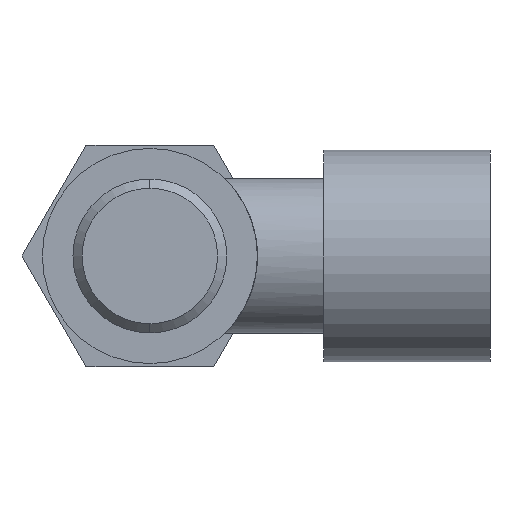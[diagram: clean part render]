
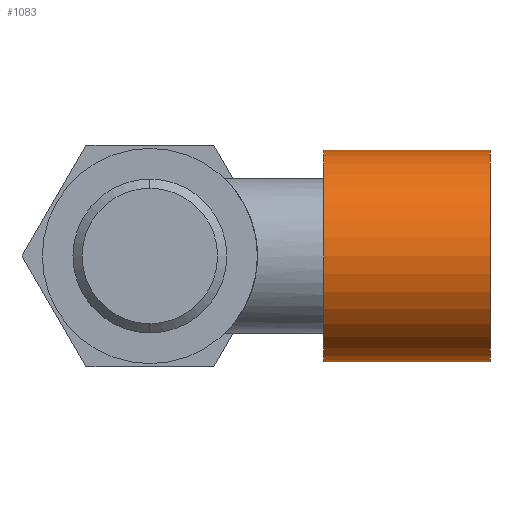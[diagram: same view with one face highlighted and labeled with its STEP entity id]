
A CAD part, front view. The second image highlights one B-rep face of the part: STEP entity #1083.
In plain terms, the highlighted cylindrical face has radius 6.7 mm (diameter 13.4 mm), a partial arc.
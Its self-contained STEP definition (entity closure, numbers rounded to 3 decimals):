
#1023=CARTESIAN_POINT('',(11.,19.,6.7));
#1024=VERTEX_POINT('',#1023);
#1025=CARTESIAN_POINT('',(21.5,19.,6.7));
#1026=VERTEX_POINT('',#1025);
#1027=CARTESIAN_POINT('',(11.,19.,6.7));
#1028=DIRECTION('',(1.,-0.,-0.));
#1029=VECTOR('',#1028,10.5);
#1030=LINE('',#1027,#1029);
#1031=EDGE_CURVE('',#1024,#1026,#1030,.T.);
#1033=CARTESIAN_POINT('',(21.5,19.,-6.7));
#1034=VERTEX_POINT('',#1033);
#1042=CARTESIAN_POINT('',(11.,19.,-6.7));
#1043=VERTEX_POINT('',#1042);
#1044=CARTESIAN_POINT('',(11.,19.,-6.7));
#1045=DIRECTION('',(1.,0.,-0.));
#1046=VECTOR('',#1045,10.5);
#1047=LINE('',#1044,#1046);
#1048=EDGE_CURVE('',#1043,#1034,#1047,.T.);
#1060=CARTESIAN_POINT('',(21.5,19.,0.));
#1061=DIRECTION('',(-1.,-0.,0.));
#1062=DIRECTION('',(-0.,0.,-1.));
#1063=AXIS2_PLACEMENT_3D('',#1060,#1061,#1062);
#1064=CYLINDRICAL_SURFACE('',#1063,6.7);
#1065=ORIENTED_EDGE('',*,*,#1031,.F.);
#1066=CARTESIAN_POINT('',(11.,19.,0.));
#1067=DIRECTION('',(1.,0.,-0.));
#1068=DIRECTION('',(-0.,0.,-1.));
#1069=AXIS2_PLACEMENT_3D('',#1066,#1067,#1068);
#1070=CIRCLE('',#1069,6.7);
#1071=EDGE_CURVE('',#1024,#1043,#1070,.T.);
#1072=ORIENTED_EDGE('',*,*,#1071,.T.);
#1073=ORIENTED_EDGE('',*,*,#1048,.T.);
#1074=CARTESIAN_POINT('',(21.5,19.,0.));
#1075=DIRECTION('',(1.,-0.,-0.));
#1076=DIRECTION('',(0.,0.,-1.));
#1077=AXIS2_PLACEMENT_3D('',#1074,#1075,#1076);
#1078=CIRCLE('',#1077,6.7);
#1079=EDGE_CURVE('',#1026,#1034,#1078,.T.);
#1080=ORIENTED_EDGE('',*,*,#1079,.F.);
#1081=EDGE_LOOP('',(#1065,#1072,#1073,#1080));
#1082=FACE_BOUND('',#1081,.T.);
#1083=ADVANCED_FACE('',(#1082),#1064,.T.);
